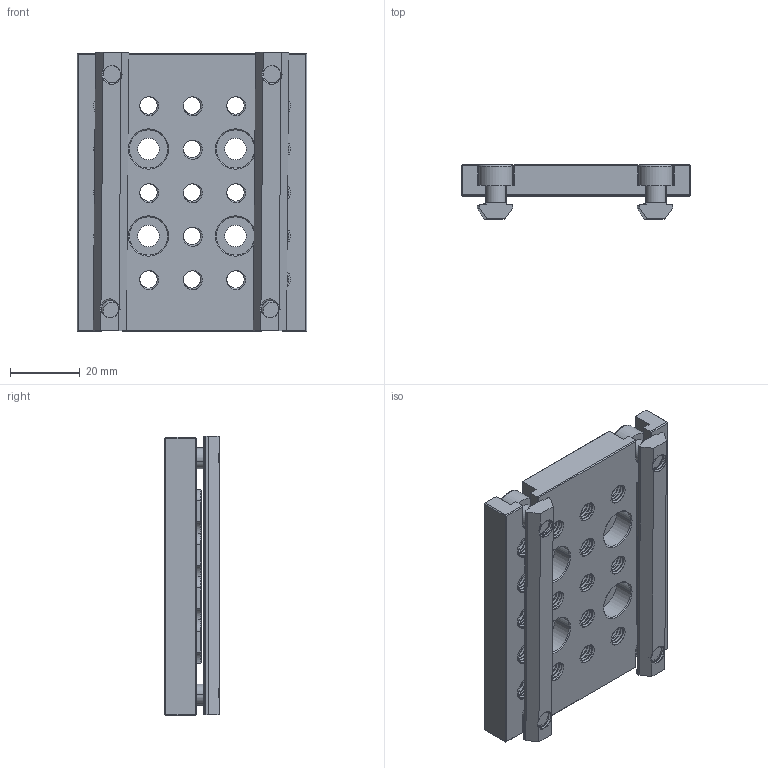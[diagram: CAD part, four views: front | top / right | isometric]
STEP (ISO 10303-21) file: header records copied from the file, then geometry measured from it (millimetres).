
FILE_DESCRIPTION((''),'2;1');
FILE_NAME('OOP95-M_ASM','2023-10-07T10:33:38',('R&D'),(''),'CREO PARAMETRIC BY PTC INC, 2021063','CREO PARAMETRIC BY PTC INC, 2021063','');
FILE_SCHEMA(('CONFIG_CONTROL_DESIGN'));
Products named in the file (4): OOP95-M-A1; OOP95-M-A2; ISO14579-M6X10-8_8; OOP95-M_ASM
Assembly tree (7 placements, depth 2):
  OOP95-M_ASM
    OOP95-M-A1
    OOP95-M-A2  x2
    ISO14579-M6X10-8_8  x4
Bounding box: 66 x 15.6 x 80.29 mm (x, y, z)
Volume: 45459.5 mm3; surface area: 25004.8 mm2
Topology: 7 solids, 7 shells, 1025 faces, 2743 edges, 1738 vertices
Faces by surface type: cylinder 495, bspline 284, plane 154, cone 84, torus 8
Entity records: 71735 total; most frequent: CARTESIAN_POINT 52073, ORIENTED_EDGE 4850, DIRECTION 2752, EDGE_CURVE 2425, VERTEX_POINT 1532, B_SPLINE_CURVE_WITH_KNOTS 1233, EDGE_LOOP 961, VECTOR 924
